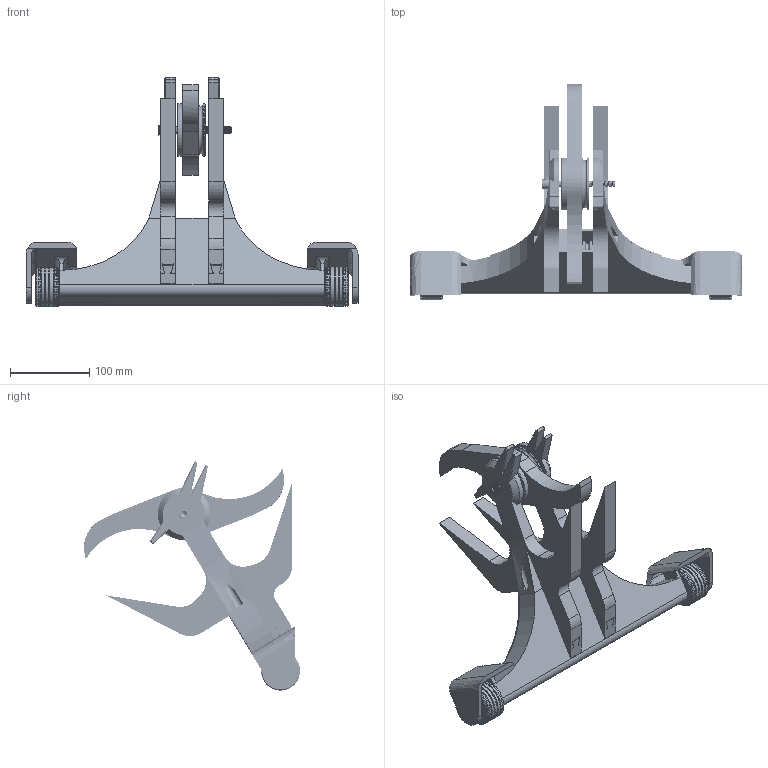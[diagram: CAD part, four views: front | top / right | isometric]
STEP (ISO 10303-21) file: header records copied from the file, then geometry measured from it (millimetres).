
FILE_DESCRIPTION(('FreeCAD Model'),'2;1');
FILE_NAME('Open CASCADE Shape Model','2025-05-02T15:27:54',('FreeCAD'),( 'FreeCAD'),'Open CASCADE STEP processor 7.6','FreeCAD','Unknown');
FILE_SCHEMA(('AUTOMOTIVE_DESIGN { 1 0 10303 214 1 1 1 1 }'));
Products named in the file (1): Open CASCADE STEP translator 7.6 1
Bounding box: 418.21 x 271.96 x 288.6 mm (x, y, z)
Volume: 1498693.9 mm3; surface area: 478954.4 mm2
Topology: 46 solids, 49 shells, 3464 faces, 8883 edges, 5744 vertices
Faces by surface type: bspline 3464
Entity records: 139807 total; most frequent: CARTESIAN_POINT 87653, ORIENTED_EDGE 17708, EDGE_CURVE 8854, B_SPLINE_CURVE_WITH_KNOTS 6373, VERTEX_POINT 5744, FACE_BOUND 3943, EDGE_LOOP 3943, ADVANCED_FACE 3464
